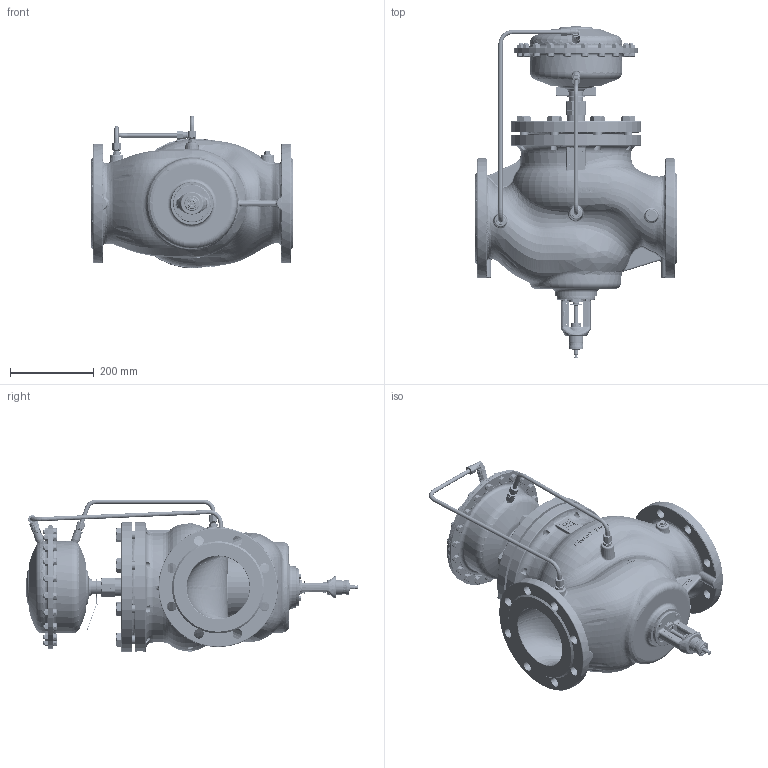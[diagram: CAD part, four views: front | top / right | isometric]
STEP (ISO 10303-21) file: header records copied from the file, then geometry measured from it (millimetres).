
FILE_DESCRIPTION((''),'2;1');
FILE_NAME('003G5508_AFQM2_PN16_DN150_0-2_ASM','2020-10-09T',('U258099'),('Danfoss'),'CREO PARAMETRIC BY PTC INC, 2018070','CREO PARAMETRIC BY PTC INC, 2018070','');
FILE_SCHEMA(('CONFIG_CONTROL_DESIGN'));
Length unit declared in the file: millimetre
Products named in the file (103): 88650530_VALVE_BODY_VFQM_DN150; O-RING221_62X5_33; 88651280_SEAT_VFQM_DN150; O_RING183_74X3_53; O-RING164_69X3_53; 88650740_VALVE_COVER_VFG_DN150; 88652020_GUIDING_BUSH_DN150; HEX_SCREW_DIN912_M5X16; 88652440_CONICAL_INS_DN150_200; 54590640; 5454070; 88651440_CON_INS_SUB_DN150-200_ASM; 88651670_RELIEVE_PISTON_DN150; 88653060_CONE_VFX_DN150; Q_RING_139_07X5_33; 88651600_Q-RING_HOLDER_DN150; 88652220_VFG_STEM_DN150; IGUS_BUSH_DN200; 88652090_ANTIROT_STEM_DN150_250; 88650970_CV_PISTON_HOUS_DN150; O-RING151_99X3_53; O-RING55_25X2_62; TEFLONSKO_DN150; 88652330_STUFFING_BOX_DN150_250; O-RNG23_47X2_62; 3220149; O-RING15_54X2_62; 88652940_CV_PISTON_H_SUB_DN150_ASM; 88652590_CV_CONE_DN150; 88652150_CV_CONE_PISTON_DN150; 88651880_CV_CONE_PLATE_DN150; 88651360_SPINDLE_CV_DN150; HEX_NUT_DIN934_M12; 88652970_CV_PISTON_SUB_DN150_ASM; 88652800_POINTER_VFQM; 88651210_YOKE_BODY_DN125_250; HEX_SCREW_DIN933_M06X18; 88652740_FLOW_LABEL_DN150; 51817881_SCREW_SF_M3X5; 54590510_O_R20X3 ...
Assembly tree (210 placements, depth 5):
  003G5508_AFQM2_PN16_DN150_0-2_ASM
    88653180_VFQM_DN150_PN16_ASM
      88650530_VALVE_BODY_VFQM_DN150
      O-RING221_62X5_33
      88651280_SEAT_VFQM_DN150
      O_RING183_74X3_53
      O-RING164_69X3_53  x2
      88650740_VALVE_COVER_VFG_DN150
      88652020_GUIDING_BUSH_DN150
      HEX_SCREW_DIN912_M5X16  x6
      88651440_CON_INS_SUB_DN150-200_ASM
        88652440_CONICAL_INS_DN150_200
        54590640  x3
        5454070  x2
      88651670_RELIEVE_PISTON_DN150
      88653060_CONE_VFX_DN150
      Q_RING_139_07X5_33  x2
      88651600_Q-RING_HOLDER_DN150
      88652220_VFG_STEM_DN150
      IGUS_BUSH_DN200
      88652090_ANTIROT_STEM_DN150_250
      88652940_CV_PISTON_H_SUB_DN150_ASM
        88650970_CV_PISTON_HOUS_DN150
        O-RING151_99X3_53
        O-RING55_25X2_62  x2
        TEFLONSKO_DN150
        88652330_STUFFING_BOX_DN150_250
        O-RNG23_47X2_62  x2
        3220149
        O-RING15_54X2_62  x2
      88652970_CV_PISTON_SUB_DN150_ASM
        88652590_CV_CONE_DN150
        88652150_CV_CONE_PISTON_DN150
        88651880_CV_CONE_PLATE_DN150
        Q_RING_139_07X5_33
        88651360_SPINDLE_CV_DN150
        HEX_NUT_DIN934_M12
      88651360_SPINDLE_CV_DN150
      88652800_POINTER_VFQM
      88651210_YOKE_BODY_DN125_250
      HEX_SCREW_DIN933_M06X18  x4
      88652740_FLOW_LABEL_DN150
      51817881_SCREW_SF_M3X5  x2
      54590510_O_R20X3
      88652270_SETT_SCREW_DN125-250
      5184037  x8
      51817290_M5_ZATIC
      54540510  x3
      188610240
      8863078_ASM  x2
        WALTER_CONNECTION
        WALTER_PROFILE_RING
        WALTER_CONNECTION_NUT
      HEX_NUT_DIN934_M12
      88653790_PTFE_DN150
    003G5596_AFQ2_PN16_320CM2_ASM
      88671530_COVER320_PN16_MINUS_ASM
        88670130_HOUSING320_PN16_M_AF35
        88673400_TUBE_FI38X10X62_MI_AF0
        88671660_PRESSURE_CONNECTOR_4MM
Bounding box: 480 x 791.8 x 364.07 mm (x, y, z)
Volume: 18460972.2 mm3; surface area: 3432178 mm2
Topology: 205 solids, 205 shells, 7692 faces, 18493 edges, 11365 vertices
Faces by surface type: plane 2859, cylinder 1951, cone 1497, torus 750, bspline 536, extrusion 47, sphere 31, revolution 21
Entity records: 270332 total; most frequent: CARTESIAN_POINT 144228, ORIENTED_EDGE 26260, DIRECTION 25176, EDGE_CURVE 13130, AXIS2_PLACEMENT_3D 9604, VERTEX_POINT 8165, EDGE_LOOP 6043, VECTOR 5947
